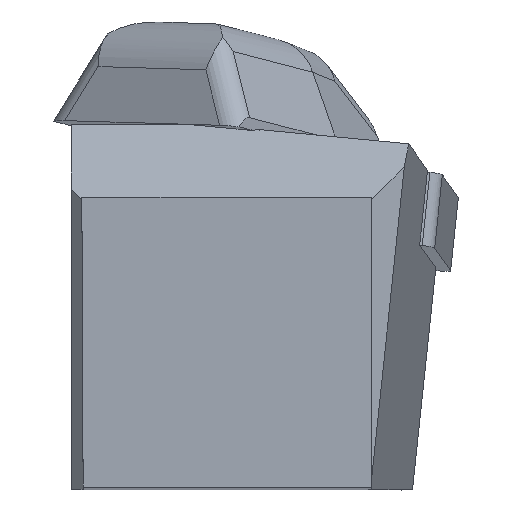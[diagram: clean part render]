
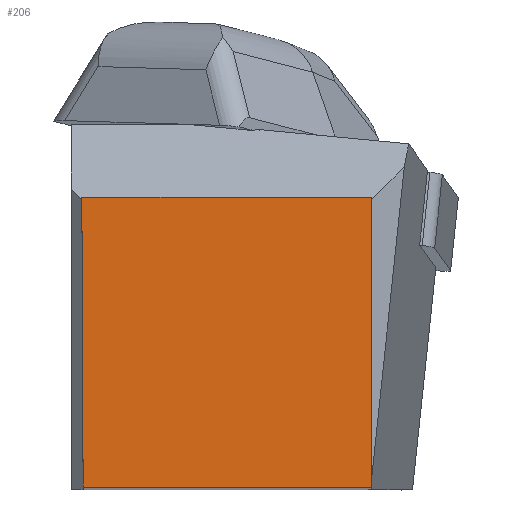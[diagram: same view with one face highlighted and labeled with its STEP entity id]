
A CAD part, top view. The second image highlights one B-rep face of the part: STEP entity #206.
In plain terms, the highlighted planar face has unit normal (0, 0, 1).
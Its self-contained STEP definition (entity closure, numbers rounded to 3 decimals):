
#142=FACE_OUTER_BOUND('',#609,.T.);
#206=ADVANCED_FACE('BLANK_BOXF006',(#142),#264,.F.);
#264=PLANE('',#1424);
#358=LINE('',#2057,#496);
#367=LINE('',#2073,#505);
#368=LINE('',#2075,#506);
#369=LINE('',#2077,#507);
#496=VECTOR('',#1633,1.);
#505=VECTOR('',#1646,1.);
#506=VECTOR('',#1647,1.);
#507=VECTOR('',#1648,1.);
#609=EDGE_LOOP('',(#783,#784,#785,#786));
#783=ORIENTED_EDGE('',*,*,#1205,.T.);
#784=ORIENTED_EDGE('',*,*,#1206,.T.);
#785=ORIENTED_EDGE('',*,*,#1207,.T.);
#786=ORIENTED_EDGE('',*,*,#1196,.T.);
#1062=VERTEX_POINT('',#2056);
#1063=VERTEX_POINT('',#2058);
#1068=VERTEX_POINT('',#2074);
#1069=VERTEX_POINT('',#2076);
#1196=EDGE_CURVE('',#1063,#1062,#358,.T.);
#1205=EDGE_CURVE('',#1062,#1068,#367,.T.);
#1206=EDGE_CURVE('',#1068,#1069,#368,.T.);
#1207=EDGE_CURVE('',#1069,#1063,#369,.T.);
#1424=AXIS2_PLACEMENT_3D('',#2078,#1649,#1650);
#1633=DIRECTION('',(1.,0.,0.));
#1646=DIRECTION('',(0.,1.,0.));
#1647=DIRECTION('',(-1.,0.,0.));
#1648=DIRECTION('',(0.004,-1.,0.));
#1649=DIRECTION('',(0.,0.,-1.));
#1650=DIRECTION('',(1.,0.,0.));
#2056=CARTESIAN_POINT('',(24.875,0.,0.));
#2057=CARTESIAN_POINT('',(-170.35,0.,0.));
#2058=CARTESIAN_POINT('',(0.109,0.,0.));
#2073=CARTESIAN_POINT('',(24.875,-170.35,0.));
#2074=CARTESIAN_POINT('',(24.875,24.875,0.));
#2075=CARTESIAN_POINT('',(170.35,24.875,0.));
#2076=CARTESIAN_POINT('',(0.,24.875,0.));
#2077=CARTESIAN_POINT('',(-0.635,170.348,0.));
#2078=CARTESIAN_POINT('',(51.35,-5.,0.));
